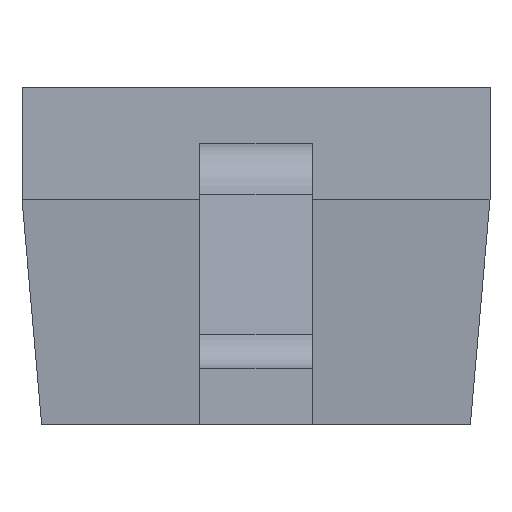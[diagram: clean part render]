
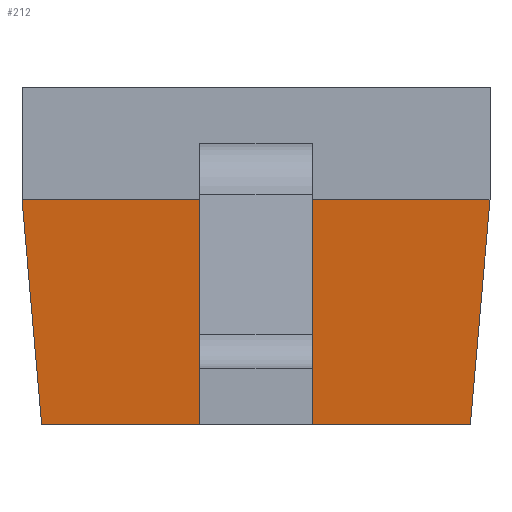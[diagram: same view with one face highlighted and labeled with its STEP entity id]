
A CAD part, left-side view. The second image highlights one B-rep face of the part: STEP entity #212.
In plain terms, the highlighted face is planar.
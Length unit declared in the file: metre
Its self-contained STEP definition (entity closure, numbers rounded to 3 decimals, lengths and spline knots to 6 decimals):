
#212=ADVANCED_FACE('0:49',(#367),#368,.F.);
#367=FACE_OUTER_BOUND('',#493,.T.);
#368=PLANE('',#494);
#493=EDGE_LOOP('',(#755,#756,#757,#758));
#494=AXIS2_PLACEMENT_3D('',#759,#760,#761);
#755=ORIENTED_EDGE('',*,*,#890,.F.);
#756=ORIENTED_EDGE('',*,*,#888,.F.);
#757=ORIENTED_EDGE('',*,*,#891,.F.);
#758=ORIENTED_EDGE('',*,*,#881,.F.);
#759=CARTESIAN_POINT('',(-0.000625,0.00085,0.0006));
#760=DIRECTION('',(0.0,-0.996,0.087));
#761=DIRECTION('',(-1.0,0.0,0.0));
#881=EDGE_CURVE('0:91',#1028,#1014,#1034,.T.);
#888=EDGE_CURVE('0:106',#1043,#1038,#1045,.T.);
#890=EDGE_CURVE('0:109',#1038,#1028,#1047,.T.);
#891=EDGE_CURVE('0:112',#1014,#1043,#1048,.T.);
#1014=VERTEX_POINT('NONE',#1213);
#1028=VERTEX_POINT('NONE',#1234);
#1034=LINE('',#1243,#1244);
#1038=VERTEX_POINT('NONE',#1249);
#1043=VERTEX_POINT('NONE',#1256);
#1045=LINE('',#1259,#1260);
#1047=LINE('',#1262,#1263);
#1048=LINE('',#1264,#1265);
#1213=CARTESIAN_POINT('',(-0.000625,0.00085,0.0006));
#1234=CARTESIAN_POINT('',(0.000625,0.00085,0.0006));
#1243=CARTESIAN_POINT('',(-0.000625,0.00085,0.0006));
#1244=VECTOR('',#1362,1.0);
#1249=CARTESIAN_POINT('',(0.000573,0.000798,0.0));
#1256=CARTESIAN_POINT('',(-0.000573,0.000798,0.0));
#1259=CARTESIAN_POINT('',(0.0,0.000798,0.0));
#1260=VECTOR('',#1367,1.0);
#1262=CARTESIAN_POINT('',(0.000625,0.00085,0.0006));
#1263=VECTOR('',#1368,1.0);
#1264=CARTESIAN_POINT('',(-0.000625,0.00085,0.0006));
#1265=VECTOR('',#1369,1.0);
#1362=DIRECTION('',(-1.0,0.0,0.0));
#1367=DIRECTION('',(1.0,0.0,0.0));
#1368=DIRECTION('',(0.087,0.087,0.992));
#1369=DIRECTION('',(0.087,-0.087,-0.992));
